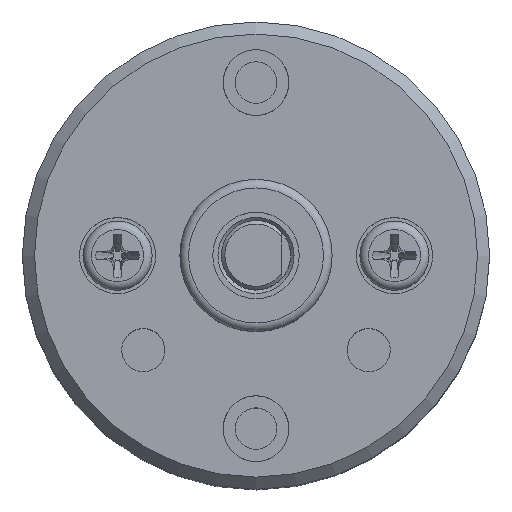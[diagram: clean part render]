
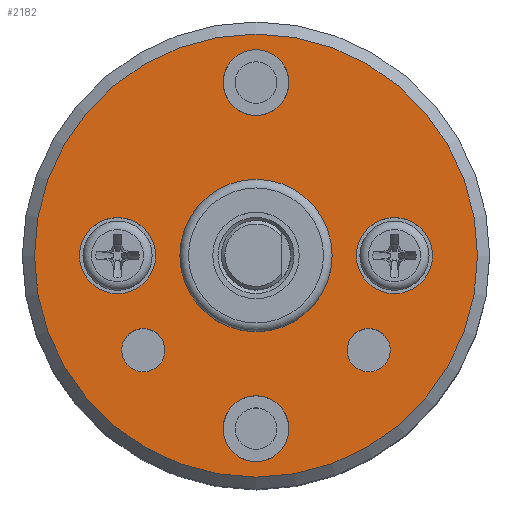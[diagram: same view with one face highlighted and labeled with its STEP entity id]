
A CAD part, top view. The second image highlights one B-rep face of the part: STEP entity #2182.
In plain terms, the highlighted planar face has unit normal (0, 0, 1).
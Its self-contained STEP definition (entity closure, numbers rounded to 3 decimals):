
#2182=ADVANCED_FACE('',(#2870,#2871,#2872,#2873,#2874,#2875,#2876,#2877),
#2547,.T.);
#2547=PLANE('',#8710);
#2870=FACE_BOUND('',#3535,.T.);
#2871=FACE_BOUND('',#3536,.T.);
#2872=FACE_BOUND('',#3537,.T.);
#2873=FACE_BOUND('',#3538,.T.);
#2874=FACE_BOUND('',#3539,.T.);
#2875=FACE_BOUND('',#3540,.T.);
#2876=FACE_BOUND('',#3541,.T.);
#2877=FACE_BOUND('',#3542,.T.);
#3535=EDGE_LOOP('',(#5324));
#3536=EDGE_LOOP('',(#5325));
#3537=EDGE_LOOP('',(#5326));
#3538=EDGE_LOOP('',(#5327));
#3539=EDGE_LOOP('',(#5328));
#3540=EDGE_LOOP('',(#5329));
#3541=EDGE_LOOP('',(#5330));
#3542=EDGE_LOOP('',(#5331));
#5324=ORIENTED_EDGE('',*,*,#7322,.T.);
#5325=ORIENTED_EDGE('',*,*,#7323,.T.);
#5326=ORIENTED_EDGE('',*,*,#7324,.T.);
#5327=ORIENTED_EDGE('',*,*,#7325,.T.);
#5328=ORIENTED_EDGE('',*,*,#7326,.T.);
#5329=ORIENTED_EDGE('',*,*,#7327,.F.);
#5330=ORIENTED_EDGE('',*,*,#7328,.T.);
#5331=ORIENTED_EDGE('',*,*,#7329,.T.);
#6357=VERTEX_POINT('',#13322);
#6358=VERTEX_POINT('',#13324);
#6359=VERTEX_POINT('',#13326);
#6360=VERTEX_POINT('',#13328);
#6361=VERTEX_POINT('',#13330);
#6362=VERTEX_POINT('',#13332);
#6363=VERTEX_POINT('',#13334);
#6364=VERTEX_POINT('',#13336);
#7322=EDGE_CURVE('',#6357,#6357,#7864,.T.);
#7323=EDGE_CURVE('',#6358,#6358,#7865,.T.);
#7324=EDGE_CURVE('',#6359,#6359,#7866,.T.);
#7325=EDGE_CURVE('',#6360,#6360,#7867,.T.);
#7326=EDGE_CURVE('',#6361,#6361,#7868,.T.);
#7327=EDGE_CURVE('',#6362,#6362,#7869,.T.);
#7328=EDGE_CURVE('',#6363,#6363,#7870,.T.);
#7329=EDGE_CURVE('',#6364,#6364,#7871,.T.);
#7864=CIRCLE('',#8702,1.25);
#7865=CIRCLE('',#8703,1.25);
#7866=CIRCLE('',#8704,12.8);
#7867=CIRCLE('',#8705,2.2);
#7868=CIRCLE('',#8706,2.2);
#7869=CIRCLE('',#8707,4.4);
#7870=CIRCLE('',#8708,1.9);
#7871=CIRCLE('',#8709,1.9);
#8702=AXIS2_PLACEMENT_3D('',#13321,#10866,#10867);
#8703=AXIS2_PLACEMENT_3D('',#13323,#10868,#10869);
#8704=AXIS2_PLACEMENT_3D('',#13325,#10870,#10871);
#8705=AXIS2_PLACEMENT_3D('',#13327,#10872,#10873);
#8706=AXIS2_PLACEMENT_3D('',#13329,#10874,#10875);
#8707=AXIS2_PLACEMENT_3D('',#13331,#10876,#10877);
#8708=AXIS2_PLACEMENT_3D('',#13333,#10878,#10879);
#8709=AXIS2_PLACEMENT_3D('',#13335,#10880,#10881);
#8710=AXIS2_PLACEMENT_3D('',#13337,#10882,#10883);
#10866=DIRECTION('',(0.,0.,-1.));
#10867=DIRECTION('',(-1.,0.,0.));
#10868=DIRECTION('',(0.,0.,-1.));
#10869=DIRECTION('',(-1.,0.,0.));
#10870=DIRECTION('',(0.,0.,1.));
#10871=DIRECTION('',(1.,0.,0.));
#10872=DIRECTION('',(0.,0.,-1.));
#10873=DIRECTION('',(-1.,0.,0.));
#10874=DIRECTION('',(0.,0.,-1.));
#10875=DIRECTION('',(-1.,0.,0.));
#10876=DIRECTION('',(0.,0.,1.));
#10877=DIRECTION('',(1.,0.,0.));
#10878=DIRECTION('',(0.,0.,-1.));
#10879=DIRECTION('',(-1.,0.,0.));
#10880=DIRECTION('',(0.,0.,-1.));
#10881=DIRECTION('',(-1.,0.,0.));
#10882=DIRECTION('',(0.,0.,1.));
#10883=DIRECTION('',(1.,0.,0.));
#13321=CARTESIAN_POINT('',(-6.511,-5.464,18.2));
#13322=CARTESIAN_POINT('',(-7.761,-5.464,18.2));
#13323=CARTESIAN_POINT('',(6.511,-5.464,18.2));
#13324=CARTESIAN_POINT('',(5.261,-5.464,18.2));
#13325=CARTESIAN_POINT('',(0.,0.,18.2));
#13326=CARTESIAN_POINT('',(12.8,0.,18.2));
#13327=CARTESIAN_POINT('',(-8.,0.,18.2));
#13328=CARTESIAN_POINT('',(-10.2,0.,18.2));
#13329=CARTESIAN_POINT('',(8.,0.,18.2));
#13330=CARTESIAN_POINT('',(5.8,0.,18.2));
#13331=CARTESIAN_POINT('',(0.,0.,18.2));
#13332=CARTESIAN_POINT('',(4.4,0.,18.2));
#13333=CARTESIAN_POINT('',(0.,10.,18.2));
#13334=CARTESIAN_POINT('',(-1.9,10.,18.2));
#13335=CARTESIAN_POINT('',(0.,-10.,18.2));
#13336=CARTESIAN_POINT('',(-1.9,-10.,18.2));
#13337=CARTESIAN_POINT('',(0.,0.,18.2));
